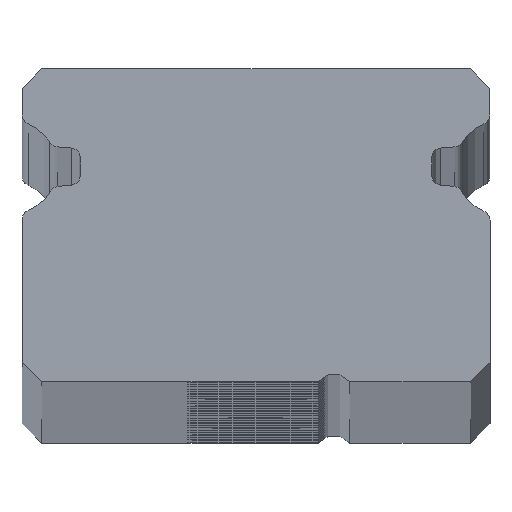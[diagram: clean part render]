
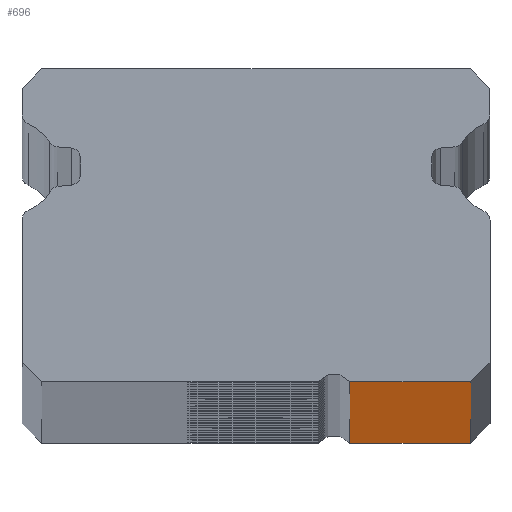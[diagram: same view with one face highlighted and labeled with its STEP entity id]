
A CAD part, top view. The second image highlights one B-rep face of the part: STEP entity #696.
In plain terms, the highlighted planar face has unit normal (0, -1, 0).
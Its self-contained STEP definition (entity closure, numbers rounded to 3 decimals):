
#175 = CARTESIAN_POINT ( 'NONE',  ( 2.393, -5.5, -450. ) ) ;
#696 = ADVANCED_FACE ( 'NONE', ( #5158 ), #6324, .F. ) ;
#754 = DIRECTION ( 'NONE',  ( 0., 0., 1. ) ) ;
#1229 = VECTOR ( 'NONE', #2883, 1000. ) ;
#2200 = LINE ( 'NONE', #3507, #1229 ) ;
#2448 = EDGE_CURVE ( 'NONE', #7455, #4845, #7598, .T. ) ;
#2725 = DIRECTION ( 'NONE',  ( 0., 0., -1. ) ) ;
#2833 = ORIENTED_EDGE ( 'NONE', *, *, #3682, .F. ) ;
#2883 = DIRECTION ( 'NONE',  ( 1., 0., 0. ) ) ;
#3047 = VERTEX_POINT ( 'NONE', #5736 ) ;
#3431 = EDGE_CURVE ( 'NONE', #7919, #7455, #7096, .T. ) ;
#3471 = AXIS2_PLACEMENT_3D ( 'NONE', #3920, #5781, #754 ) ;
#3507 = CARTESIAN_POINT ( 'NONE',  ( 2.393, -5.5, 450. ) ) ;
#3639 = ORIENTED_EDGE ( 'NONE', *, *, #3431, .T. ) ;
#3665 = ORIENTED_EDGE ( 'NONE', *, *, #2448, .T. ) ;
#3682 = EDGE_CURVE ( 'NONE', #7919, #3047, #2200, .T. ) ;
#3703 = ORIENTED_EDGE ( 'NONE', *, *, #5175, .F. ) ;
#3764 = VECTOR ( 'NONE', #7316, 1000. ) ;
#3775 = CARTESIAN_POINT ( 'NONE',  ( 2.393, -5.5, 450. ) ) ;
#3920 = CARTESIAN_POINT ( 'NONE',  ( 2.393, -5.5, 450. ) ) ;
#4483 = VECTOR ( 'NONE', #7893, 1000. ) ;
#4595 = CARTESIAN_POINT ( 'NONE',  ( 5.484, -5.5, -450. ) ) ;
#4845 = VERTEX_POINT ( 'NONE', #4595 ) ;
#4914 = VECTOR ( 'NONE', #2725, 1000. ) ;
#5158 = FACE_OUTER_BOUND ( 'NONE', #6601, .T. ) ;
#5175 = EDGE_CURVE ( 'NONE', #3047, #4845, #7713, .T. ) ;
#5736 = CARTESIAN_POINT ( 'NONE',  ( 5.484, -5.5, 450. ) ) ;
#5781 = DIRECTION ( 'NONE',  ( 0., 1., 0. ) ) ;
#5852 = CARTESIAN_POINT ( 'NONE',  ( 2.393, -5.5, 450. ) ) ;
#6324 = PLANE ( 'NONE',  #3471 ) ;
#6601 = EDGE_LOOP ( 'NONE', ( #3665, #3703, #2833, #3639 ) ) ;
#6687 = CARTESIAN_POINT ( 'NONE',  ( 2.393, -5.5, -450. ) ) ;
#7096 = LINE ( 'NONE', #5852, #4914 ) ;
#7302 = CARTESIAN_POINT ( 'NONE',  ( 5.484, -5.5, 450. ) ) ;
#7316 = DIRECTION ( 'NONE',  ( 1., 0., 0. ) ) ;
#7455 = VERTEX_POINT ( 'NONE', #175 ) ;
#7598 = LINE ( 'NONE', #6687, #3764 ) ;
#7713 = LINE ( 'NONE', #7302, #4483 ) ;
#7893 = DIRECTION ( 'NONE',  ( 0., 0., -1. ) ) ;
#7919 = VERTEX_POINT ( 'NONE', #3775 ) ;
